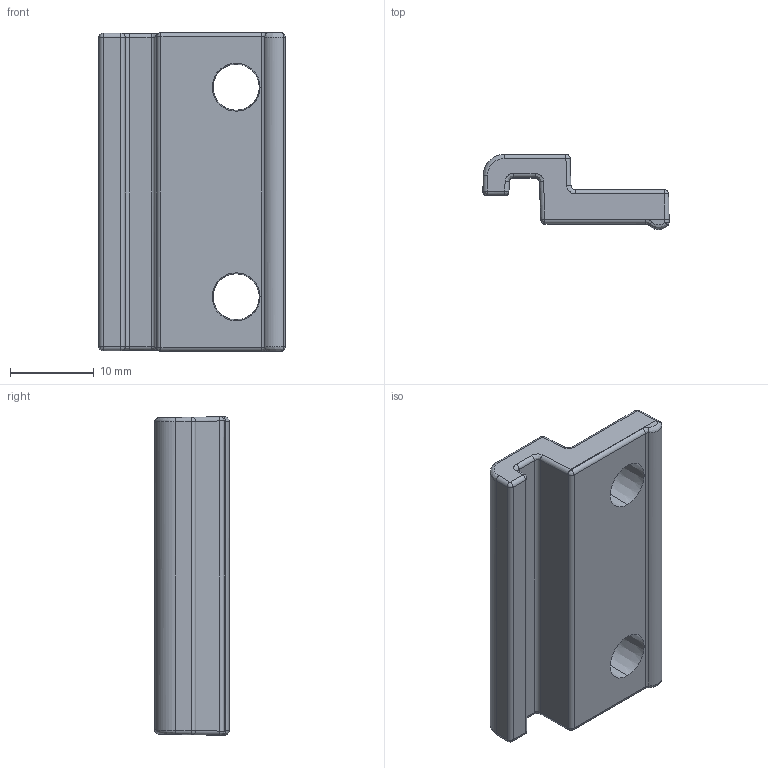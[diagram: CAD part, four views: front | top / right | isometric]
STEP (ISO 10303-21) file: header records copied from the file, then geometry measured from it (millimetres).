
FILE_DESCRIPTION (( 'STEP AP203' ), '1' );
FILE_NAME ('UGT040A-TC-2.step', '2024-10-21T11:10:43', ( '' ), ( '' ), 'SwSTEP 2.0', 'SolidWorks 2023', '' );
FILE_SCHEMA (( 'CONFIG_CONTROL_DESIGN' ));
Length unit declared in the file: inch
Products named in the file (1): UGT040A-TC-2
Bounding box: 22.22 x 8.92 x 38 mm (x, y, z)
Volume: 3687.6 mm3; surface area: 2590 mm2
Topology: 1 solids, 1 shells, 87 faces, 202 edges, 118 vertices
Faces by surface type: cylinder 41, bspline 24, plane 16, cone 6
Entity records: 3587 total; most frequent: CARTESIAN_POINT 1880, ORIENTED_EDGE 404, DIRECTION 242, EDGE_CURVE 202, VERTEX_POINT 118, EDGE_LOOP 92, FACE_OUTER_BOUND 87, ADVANCED_FACE 87
